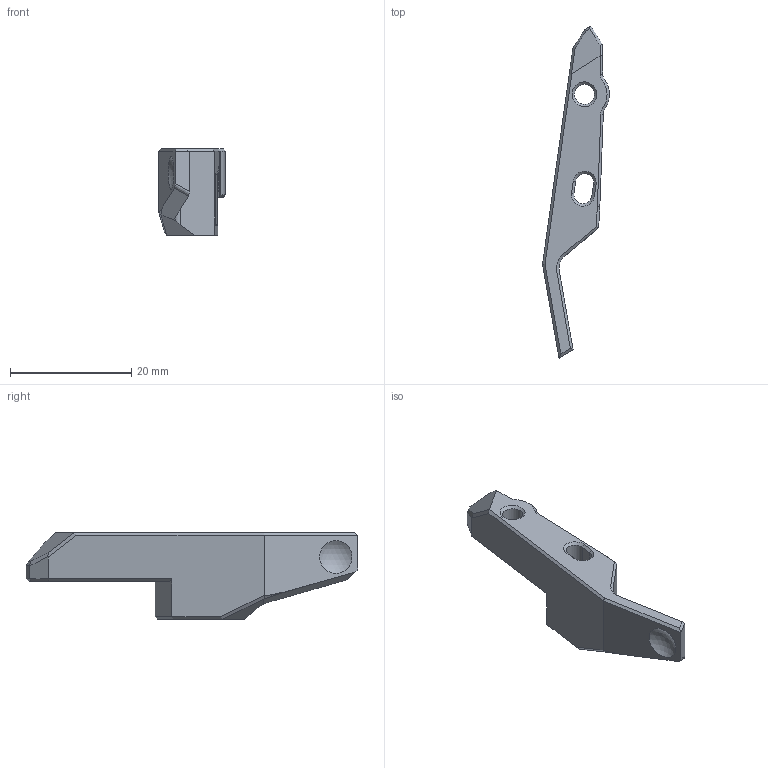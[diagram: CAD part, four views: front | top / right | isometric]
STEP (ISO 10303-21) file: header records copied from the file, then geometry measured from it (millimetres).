
FILE_DESCRIPTION(/* description */ (''),/* implementation_level */ '2;1');
FILE_NAME(/* name */ 'G2E Filametrix Arm 6 degree and longer.step',/* time_stamp */ '2024-11-10T22:19:58Z',/* author */ (''),/* organization */ (''),/* preprocessor_version */ 'ST-DEVELOPER v20',/* originating_system */ 'Autodesk Translation Framework v13.20.0.188',/* authorisation */ '');
FILE_SCHEMA (('AUTOMOTIVE_DESIGN { 1 0 10303 214 3 1 1 }'));
Length unit declared in the file: millimetre
Products named in the file (2): G2E Filametrix Arm 4 Degree Longer; Filametrix Arm for G2E_Filametrix Arm for G2E
Assembly tree (1 placements, depth 2):
  G2E Filametrix Arm 4 Degree Longer
    Filametrix Arm for G2E_Filametrix Arm for G2E
Bounding box: 11.04 x 54.74 x 14.25 mm (x, y, z)
Volume: 2545.8 mm3; surface area: 2575.5 mm2
Topology: 2 solids, 2 shells, 116 faces, 306 edges, 196 vertices
Faces by surface type: plane 75, cylinder 24, cone 13, bspline 3, sphere 1
Full cylindrical faces by diameter (mm): 3.3 x1, 4.296 x1
Entity records: 3930 total; most frequent: CARTESIAN_POINT 937, ORIENTED_EDGE 612, DIRECTION 580, EDGE_CURVE 306, LINE 226, VECTOR 226, VERTEX_POINT 196, AXIS2_PLACEMENT_3D 177
